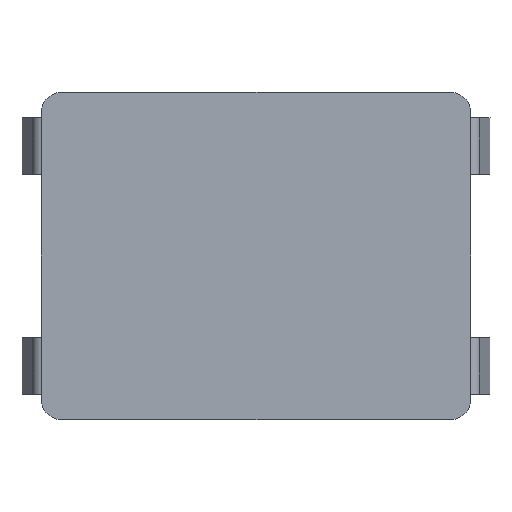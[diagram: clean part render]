
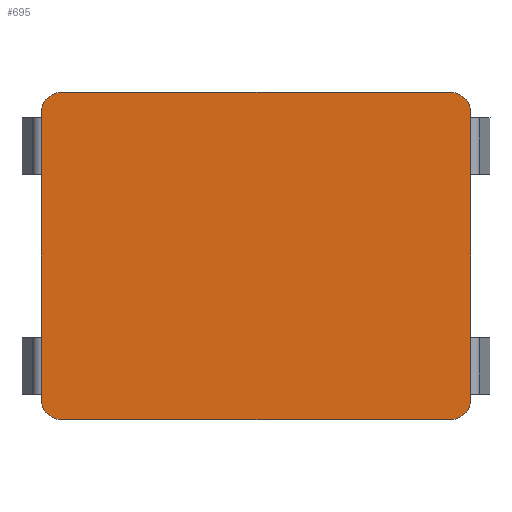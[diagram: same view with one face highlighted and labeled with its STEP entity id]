
A CAD part, front view. The second image highlights one B-rep face of the part: STEP entity #695.
In plain terms, the highlighted planar face has unit normal (0, -1, 0).
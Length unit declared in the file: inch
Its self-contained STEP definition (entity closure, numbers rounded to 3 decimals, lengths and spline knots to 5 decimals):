
#2 = CARTESIAN_POINT ( 'NONE',  ( -0.08268, -0.05512, 0.05512 ) ) ;
#166 = VERTEX_POINT ( 'NONE', #745 ) ;
#214 = CARTESIAN_POINT ( 'NONE',  ( 0.08268, -0.05512, 0. ) ) ;
#470 = DIRECTION ( 'NONE',  ( 0., 0., 1. ) ) ;
#493 = DIRECTION ( 'NONE',  ( 0., 1., 0. ) ) ;
#526 = DIRECTION ( 'NONE',  ( 0., 0., 1. ) ) ;
#586 = CARTESIAN_POINT ( 'NONE',  ( 0., -0.05512, 0. ) ) ;
#606 = CIRCLE ( 'NONE', #616, 0.00787 ) ;
#616 = AXIS2_PLACEMENT_3D ( 'NONE', #5059, #1958, #5562 ) ;
#626 = PLANE ( 'NONE',  #4689 ) ;
#688 = EDGE_CURVE ( 'NONE', #3741, #5141, #2423, .T. ) ;
#695 = ADVANCED_FACE ( 'NONE', ( #2259 ), #626, .F. ) ;
#745 = CARTESIAN_POINT ( 'NONE',  ( -0.0748, -0.05512, -0.06299 ) ) ;
#761 = DIRECTION ( 'NONE',  ( 0., 0., -1. ) ) ;
#849 = LINE ( 'NONE', #2455, #3600 ) ;
#922 = ORIENTED_EDGE ( 'NONE', *, *, #688, .F. ) ;
#939 = CARTESIAN_POINT ( 'NONE',  ( -0.08268, -0.05512, -0.05512 ) ) ;
#1025 = DIRECTION ( 'NONE',  ( 0., 0., 1. ) ) ;
#1043 = DIRECTION ( 'NONE',  ( 0., 1., 0. ) ) ;
#1061 = CARTESIAN_POINT ( 'NONE',  ( 0.0748, -0.05512, 0.05512 ) ) ;
#1065 = LINE ( 'NONE', #2071, #6357 ) ;
#1150 = ORIENTED_EDGE ( 'NONE', *, *, #5284, .F. ) ;
#1649 = VECTOR ( 'NONE', #4004, 39.37008 ) ;
#1657 = EDGE_LOOP ( 'NONE', ( #4428, #2449, #1150, #5994, #922, #5041, #5980, #2914 ) ) ;
#1763 = CARTESIAN_POINT ( 'NONE',  ( -0.0748, -0.05512, 0.06299 ) ) ;
#1958 = DIRECTION ( 'NONE',  ( 0., 1., 0. ) ) ;
#2071 = CARTESIAN_POINT ( 'NONE',  ( -0.08268, -0.05512, 0. ) ) ;
#2214 = EDGE_CURVE ( 'NONE', #3096, #2541, #2735, .T. ) ;
#2259 = FACE_OUTER_BOUND ( 'NONE', #1657, .T. ) ;
#2423 = CIRCLE ( 'NONE', #3309, 0.00787 ) ;
#2449 = ORIENTED_EDGE ( 'NONE', *, *, #2731, .F. ) ;
#2455 = CARTESIAN_POINT ( 'NONE',  ( 0., -0.05512, -0.06299 ) ) ;
#2491 = CIRCLE ( 'NONE', #6197, 0.00787 ) ;
#2504 = CARTESIAN_POINT ( 'NONE',  ( -0.0748, -0.05512, 0.05512 ) ) ;
#2541 = VERTEX_POINT ( 'NONE', #1763 ) ;
#2731 = EDGE_CURVE ( 'NONE', #5747, #166, #849, .T. ) ;
#2735 = CIRCLE ( 'NONE', #3223, 0.00787 ) ;
#2763 = VERTEX_POINT ( 'NONE', #939 ) ;
#2867 = EDGE_CURVE ( 'NONE', #2541, #3741, #5745, .T. ) ;
#2914 = ORIENTED_EDGE ( 'NONE', *, *, #6054, .F. ) ;
#2986 = DIRECTION ( 'NONE',  ( -1., 0., 0. ) ) ;
#3042 = DIRECTION ( 'NONE',  ( 0., 1., 0. ) ) ;
#3049 = DIRECTION ( 'NONE',  ( 0., 0., 1. ) ) ;
#3096 = VERTEX_POINT ( 'NONE', #2 ) ;
#3223 = AXIS2_PLACEMENT_3D ( 'NONE', #2504, #6113, #3049 ) ;
#3309 = AXIS2_PLACEMENT_3D ( 'NONE', #1061, #1043, #1025 ) ;
#3469 = CARTESIAN_POINT ( 'NONE',  ( 0., -0.05512, 0.06299 ) ) ;
#3600 = VECTOR ( 'NONE', #2986, 39.37008 ) ;
#3741 = VERTEX_POINT ( 'NONE', #4363 ) ;
#4004 = DIRECTION ( 'NONE',  ( 1., 0., 0. ) ) ;
#4190 = EDGE_CURVE ( 'NONE', #166, #2763, #606, .T. ) ;
#4363 = CARTESIAN_POINT ( 'NONE',  ( 0.0748, -0.05512, 0.06299 ) ) ;
#4428 = ORIENTED_EDGE ( 'NONE', *, *, #4190, .F. ) ;
#4581 = CARTESIAN_POINT ( 'NONE',  ( 0.08268, -0.05512, -0.05512 ) ) ;
#4689 = AXIS2_PLACEMENT_3D ( 'NONE', #586, #493, #470 ) ;
#5041 = ORIENTED_EDGE ( 'NONE', *, *, #2867, .F. ) ;
#5059 = CARTESIAN_POINT ( 'NONE',  ( -0.0748, -0.05512, -0.05512 ) ) ;
#5141 = VERTEX_POINT ( 'NONE', #6454 ) ;
#5284 = EDGE_CURVE ( 'NONE', #5288, #5747, #2491, .T. ) ;
#5288 = VERTEX_POINT ( 'NONE', #4581 ) ;
#5388 = LINE ( 'NONE', #214, #6418 ) ;
#5393 = CARTESIAN_POINT ( 'NONE',  ( 0.0748, -0.05512, -0.06299 ) ) ;
#5501 = EDGE_CURVE ( 'NONE', #5141, #5288, #5388, .T. ) ;
#5562 = DIRECTION ( 'NONE',  ( 0., 0., 1. ) ) ;
#5745 = LINE ( 'NONE', #3469, #1649 ) ;
#5747 = VERTEX_POINT ( 'NONE', #5393 ) ;
#5980 = ORIENTED_EDGE ( 'NONE', *, *, #2214, .F. ) ;
#5994 = ORIENTED_EDGE ( 'NONE', *, *, #5501, .F. ) ;
#6054 = EDGE_CURVE ( 'NONE', #2763, #3096, #1065, .T. ) ;
#6107 = CARTESIAN_POINT ( 'NONE',  ( 0.0748, -0.05512, -0.05512 ) ) ;
#6113 = DIRECTION ( 'NONE',  ( 0., 1., 0. ) ) ;
#6197 = AXIS2_PLACEMENT_3D ( 'NONE', #6107, #3042, #6606 ) ;
#6357 = VECTOR ( 'NONE', #526, 39.37008 ) ;
#6418 = VECTOR ( 'NONE', #761, 39.37008 ) ;
#6454 = CARTESIAN_POINT ( 'NONE',  ( 0.08268, -0.05512, 0.05512 ) ) ;
#6606 = DIRECTION ( 'NONE',  ( 0., 0., 1. ) ) ;
